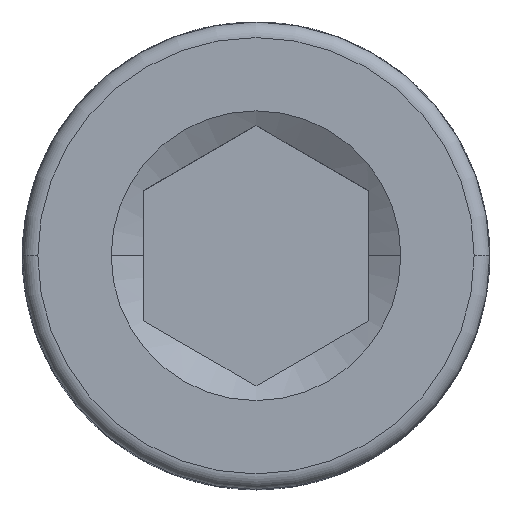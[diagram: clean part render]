
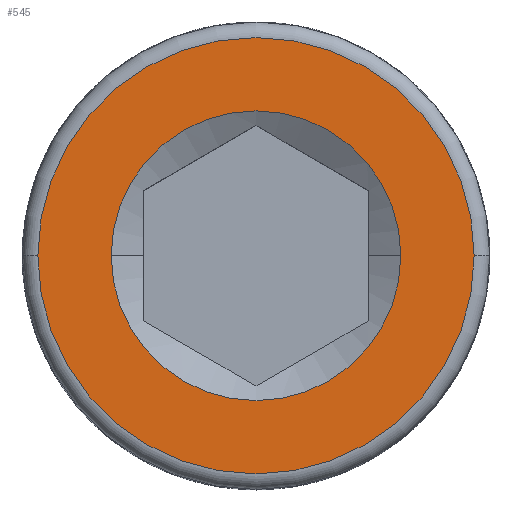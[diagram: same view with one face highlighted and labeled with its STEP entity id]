
A CAD part, top view. The second image highlights one B-rep face of the part: STEP entity #545.
In plain terms, the highlighted planar face has unit normal (0, 0, 1).
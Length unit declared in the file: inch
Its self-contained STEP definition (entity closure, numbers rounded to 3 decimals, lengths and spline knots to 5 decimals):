
#196 = CARTESIAN_POINT ( 'NONE',  ( -0.10038, 0., 0.358 ) ) ;
#545 = ADVANCED_FACE ( 'NONE', ( #1383, #10020 ), #9115, .T. ) ;
#1270 = CARTESIAN_POINT ( 'NONE',  ( 0., 0.1512, 0.358 ) ) ;
#1383 = FACE_BOUND ( 'NONE', #12440, .T. ) ;
#1456 = DIRECTION ( 'NONE',  ( 0., 0., 1. ) ) ;
#1554 = CARTESIAN_POINT ( 'NONE',  ( 0., 0., 0.358 ) ) ;
#1750 = DIRECTION ( 'NONE',  ( 0., 0., 1. ) ) ;
#1763 = EDGE_CURVE ( 'NONE', #5414, #12235, #4911, .T. ) ;
#2211 = VERTEX_POINT ( 'NONE', #8201 ) ;
#2234 = AXIS2_PLACEMENT_3D ( 'NONE', #4009, #6241, #9614 ) ;
#2248 = EDGE_LOOP ( 'NONE', ( #5084, #2735 ) ) ;
#2429 = CARTESIAN_POINT ( 'NONE',  ( -0.1512, 0., 0.358 ) ) ;
#2735 = ORIENTED_EDGE ( 'NONE', *, *, #8425, .F. ) ;
#3615 = AXIS2_PLACEMENT_3D ( 'NONE', #1270, #5817, #7011 ) ;
#4009 = CARTESIAN_POINT ( 'NONE',  ( 0., 0., 0.358 ) ) ;
#4323 = AXIS2_PLACEMENT_3D ( 'NONE', #1554, #1456, #4941 ) ;
#4911 = CIRCLE ( 'NONE', #10990, 0.10038 ) ;
#4941 = DIRECTION ( 'NONE',  ( 1., 0., 0. ) ) ;
#5049 = ORIENTED_EDGE ( 'NONE', *, *, #7904, .F. ) ;
#5084 = ORIENTED_EDGE ( 'NONE', *, *, #13278, .F. ) ;
#5414 = VERTEX_POINT ( 'NONE', #196 ) ;
#5628 = DIRECTION ( 'NONE',  ( 0., 0., -1. ) ) ;
#5817 = DIRECTION ( 'NONE',  ( 0., 0., 1. ) ) ;
#6241 = DIRECTION ( 'NONE',  ( 0., 0., -1. ) ) ;
#6817 = CARTESIAN_POINT ( 'NONE',  ( 0., 0., 0.358 ) ) ;
#6980 = ORIENTED_EDGE ( 'NONE', *, *, #1763, .F. ) ;
#7011 = DIRECTION ( 'NONE',  ( 1., 0., 0. ) ) ;
#7904 = EDGE_CURVE ( 'NONE', #12235, #5414, #10180, .T. ) ;
#8201 = CARTESIAN_POINT ( 'NONE',  ( 0.1512, 0., 0.358 ) ) ;
#8425 = EDGE_CURVE ( 'NONE', #2211, #13411, #11039, .T. ) ;
#8841 = CIRCLE ( 'NONE', #11278, 0.1512 ) ;
#9115 = PLANE ( 'NONE',  #3615 ) ;
#9614 = DIRECTION ( 'NONE',  ( -1., 0., 0. ) ) ;
#9862 = CARTESIAN_POINT ( 'NONE',  ( 0.10038, 0., 0.358 ) ) ;
#10020 = FACE_OUTER_BOUND ( 'NONE', #2248, .T. ) ;
#10180 = CIRCLE ( 'NONE', #4323, 0.10038 ) ;
#10757 = CARTESIAN_POINT ( 'NONE',  ( 0., 0., 0.358 ) ) ;
#10990 = AXIS2_PLACEMENT_3D ( 'NONE', #10757, #1750, #12955 ) ;
#11039 = CIRCLE ( 'NONE', #2234, 0.1512 ) ;
#11278 = AXIS2_PLACEMENT_3D ( 'NONE', #6817, #5628, #13540 ) ;
#12235 = VERTEX_POINT ( 'NONE', #9862 ) ;
#12440 = EDGE_LOOP ( 'NONE', ( #5049, #6980 ) ) ;
#12955 = DIRECTION ( 'NONE',  ( 1., 0., 0. ) ) ;
#13278 = EDGE_CURVE ( 'NONE', #13411, #2211, #8841, .T. ) ;
#13411 = VERTEX_POINT ( 'NONE', #2429 ) ;
#13540 = DIRECTION ( 'NONE',  ( -1., 0., 0. ) ) ;
